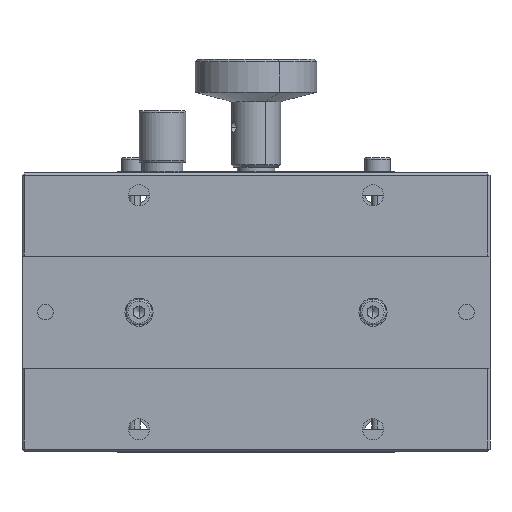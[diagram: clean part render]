
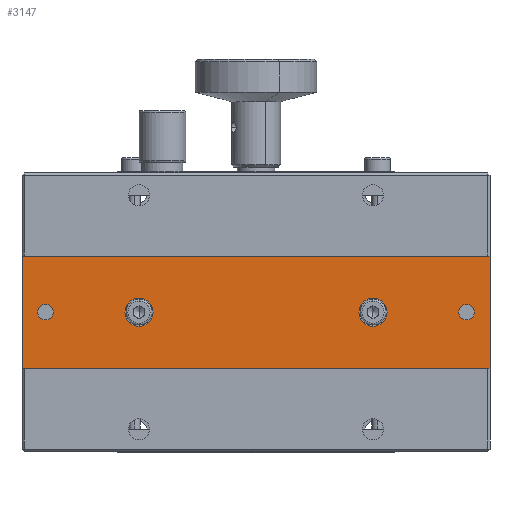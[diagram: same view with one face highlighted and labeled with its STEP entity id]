
A CAD part, front view. The second image highlights one B-rep face of the part: STEP entity #3147.
In plain terms, the highlighted planar face has unit normal (0, -1, 0).
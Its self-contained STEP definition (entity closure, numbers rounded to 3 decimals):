
#25 = DIRECTION ( 'NONE',  ( 0., 1., 0. ) ) ;
#221 = DIRECTION ( 'NONE',  ( 0., 0., -1. ) ) ;
#222 = VERTEX_POINT ( 'NONE', #9332 ) ;
#338 = ORIENTED_EDGE ( 'NONE', *, *, #7449, .T. ) ;
#346 = VERTEX_POINT ( 'NONE', #6139 ) ;
#498 = DIRECTION ( 'NONE',  ( 0., 1., 0. ) ) ;
#626 = FACE_BOUND ( 'NONE', #10330, .T. ) ;
#695 = EDGE_LOOP ( 'NONE', ( #4652, #9245, #3369, #2885 ) ) ;
#1047 = DIRECTION ( 'NONE',  ( 0., 0., -1. ) ) ;
#1068 = DIRECTION ( 'NONE',  ( 0., 1., 0. ) ) ;
#1369 = VERTEX_POINT ( 'NONE', #3677 ) ;
#1480 = VERTEX_POINT ( 'NONE', #8747 ) ;
#2236 = EDGE_CURVE ( 'NONE', #5246, #4556, #12967, .T. ) ;
#2401 = EDGE_CURVE ( 'NONE', #6799, #11220, #14955, .T. ) ;
#2526 = PLANE ( 'NONE',  #12918 ) ;
#2583 = CARTESIAN_POINT ( 'NONE',  ( -50., 0.5, 12. ) ) ;
#2620 = CARTESIAN_POINT ( 'NONE',  ( 50., 0.5, 12. ) ) ;
#2622 = CARTESIAN_POINT ( 'NONE',  ( -50., 0.5, -12. ) ) ;
#2632 = VERTEX_POINT ( 'NONE', #12830 ) ;
#2667 = DIRECTION ( 'NONE',  ( 0., -1., 0. ) ) ;
#2671 = EDGE_CURVE ( 'NONE', #11220, #6799, #12593, .T. ) ;
#2859 = CARTESIAN_POINT ( 'NONE',  ( 45., 0.5, 0. ) ) ;
#2885 = ORIENTED_EDGE ( 'NONE', *, *, #2236, .T. ) ;
#3096 = VERTEX_POINT ( 'NONE', #2622 ) ;
#3147 = ADVANCED_FACE ( 'NONE', ( #4262, #12581, #7319, #626, #10029 ), #2526, .T. ) ;
#3369 = ORIENTED_EDGE ( 'NONE', *, *, #13653, .T. ) ;
#3493 = EDGE_LOOP ( 'NONE', ( #11594, #14854 ) ) ;
#3677 = CARTESIAN_POINT ( 'NONE',  ( 45., 0.5, -1.65 ) ) ;
#3898 = DIRECTION ( 'NONE',  ( 0., 0., -1. ) ) ;
#4166 = AXIS2_PLACEMENT_3D ( 'NONE', #9359, #25, #221 ) ;
#4262 = FACE_OUTER_BOUND ( 'NONE', #695, .T. ) ;
#4318 = EDGE_LOOP ( 'NONE', ( #338, #9291 ) ) ;
#4556 = VERTEX_POINT ( 'NONE', #11740 ) ;
#4652 = ORIENTED_EDGE ( 'NONE', *, *, #12748, .T. ) ;
#4681 = VERTEX_POINT ( 'NONE', #12865 ) ;
#4844 = CARTESIAN_POINT ( 'NONE',  ( -45., 0.5, 0. ) ) ;
#5051 = AXIS2_PLACEMENT_3D ( 'NONE', #14958, #1068, #7932 ) ;
#5108 = DIRECTION ( 'NONE',  ( -1., 0., 0. ) ) ;
#5118 = DIRECTION ( 'NONE',  ( 0., 1., 0. ) ) ;
#5122 = ORIENTED_EDGE ( 'NONE', *, *, #12032, .T. ) ;
#5246 = VERTEX_POINT ( 'NONE', #2620 ) ;
#5365 = EDGE_CURVE ( 'NONE', #2632, #1369, #7824, .T. ) ;
#5445 = CIRCLE ( 'NONE', #10555, 3. ) ;
#5470 = AXIS2_PLACEMENT_3D ( 'NONE', #10348, #5784, #12631 ) ;
#5715 = VECTOR ( 'NONE', #5108, 1000. ) ;
#5776 = DIRECTION ( 'NONE',  ( 0., 1., 0. ) ) ;
#5784 = DIRECTION ( 'NONE',  ( 0., 1., 0. ) ) ;
#5974 = ORIENTED_EDGE ( 'NONE', *, *, #9836, .T. ) ;
#6067 = LINE ( 'NONE', #10246, #10238 ) ;
#6069 = AXIS2_PLACEMENT_3D ( 'NONE', #2859, #498, #13390 ) ;
#6139 = CARTESIAN_POINT ( 'NONE',  ( 25., 0.5, 3. ) ) ;
#6195 = DIRECTION ( 'NONE',  ( 0., 0., -1. ) ) ;
#6561 = DIRECTION ( 'NONE',  ( 0., 1., 0. ) ) ;
#6664 = DIRECTION ( 'NONE',  ( 0., 0., 1. ) ) ;
#6799 = VERTEX_POINT ( 'NONE', #9812 ) ;
#6868 = VERTEX_POINT ( 'NONE', #7841 ) ;
#6967 = VECTOR ( 'NONE', #11661, 1000. ) ;
#7319 = FACE_BOUND ( 'NONE', #12730, .T. ) ;
#7449 = EDGE_CURVE ( 'NONE', #1480, #346, #11733, .T. ) ;
#7718 = DIRECTION ( 'NONE',  ( 0., 0., -1. ) ) ;
#7759 = LINE ( 'NONE', #9696, #13551 ) ;
#7824 = CIRCLE ( 'NONE', #6069, 1.65 ) ;
#7841 = CARTESIAN_POINT ( 'NONE',  ( 50., 0.5, -12. ) ) ;
#7932 = DIRECTION ( 'NONE',  ( 0., 0., -1. ) ) ;
#8747 = CARTESIAN_POINT ( 'NONE',  ( 25., 0.5, -3. ) ) ;
#9245 = ORIENTED_EDGE ( 'NONE', *, *, #9512, .T. ) ;
#9291 = ORIENTED_EDGE ( 'NONE', *, *, #14224, .T. ) ;
#9332 = CARTESIAN_POINT ( 'NONE',  ( -25., 0.5, -3. ) ) ;
#9359 = CARTESIAN_POINT ( 'NONE',  ( 25., 0.5, 0. ) ) ;
#9512 = EDGE_CURVE ( 'NONE', #3096, #6868, #12587, .T. ) ;
#9696 = CARTESIAN_POINT ( 'NONE',  ( -50., 0.5, 12. ) ) ;
#9812 = CARTESIAN_POINT ( 'NONE',  ( -45., 0.5, 1.65 ) ) ;
#9836 = EDGE_CURVE ( 'NONE', #1369, #2632, #10670, .T. ) ;
#10029 = FACE_BOUND ( 'NONE', #3493, .T. ) ;
#10238 = VECTOR ( 'NONE', #6664, 1000. ) ;
#10246 = CARTESIAN_POINT ( 'NONE',  ( 50., 0.5, 12. ) ) ;
#10265 = CARTESIAN_POINT ( 'NONE',  ( -50., 0.5, -12. ) ) ;
#10330 = EDGE_LOOP ( 'NONE', ( #11413, #5974 ) ) ;
#10348 = CARTESIAN_POINT ( 'NONE',  ( -25., 0.5, 0. ) ) ;
#10384 = CARTESIAN_POINT ( 'NONE',  ( 25., 0.5, 0. ) ) ;
#10555 = AXIS2_PLACEMENT_3D ( 'NONE', #14415, #5118, #14370 ) ;
#10670 = CIRCLE ( 'NONE', #12178, 1.65 ) ;
#10900 = DIRECTION ( 'NONE',  ( 0., 0., -1. ) ) ;
#11012 = CARTESIAN_POINT ( 'NONE',  ( -45., 0.5, -1.65 ) ) ;
#11200 = CIRCLE ( 'NONE', #5470, 3. ) ;
#11220 = VERTEX_POINT ( 'NONE', #11012 ) ;
#11246 = EDGE_CURVE ( 'NONE', #222, #4681, #5445, .T. ) ;
#11413 = ORIENTED_EDGE ( 'NONE', *, *, #5365, .T. ) ;
#11594 = ORIENTED_EDGE ( 'NONE', *, *, #2401, .T. ) ;
#11660 = CIRCLE ( 'NONE', #4166, 3. ) ;
#11661 = DIRECTION ( 'NONE',  ( 1., 0., 0. ) ) ;
#11733 = CIRCLE ( 'NONE', #14871, 3. ) ;
#11740 = CARTESIAN_POINT ( 'NONE',  ( -50., 0.5, 12. ) ) ;
#12032 = EDGE_CURVE ( 'NONE', #4681, #222, #11200, .T. ) ;
#12178 = AXIS2_PLACEMENT_3D ( 'NONE', #13640, #6561, #7718 ) ;
#12581 = FACE_BOUND ( 'NONE', #4318, .T. ) ;
#12587 = LINE ( 'NONE', #10265, #6967 ) ;
#12593 = CIRCLE ( 'NONE', #14358, 1.65 ) ;
#12631 = DIRECTION ( 'NONE',  ( 0., 0., -1. ) ) ;
#12730 = EDGE_LOOP ( 'NONE', ( #14992, #5122 ) ) ;
#12748 = EDGE_CURVE ( 'NONE', #4556, #3096, #7759, .T. ) ;
#12830 = CARTESIAN_POINT ( 'NONE',  ( 45., 0.5, 1.65 ) ) ;
#12865 = CARTESIAN_POINT ( 'NONE',  ( -25., 0.5, 3. ) ) ;
#12918 = AXIS2_PLACEMENT_3D ( 'NONE', #14211, #2667, #3898 ) ;
#12928 = DIRECTION ( 'NONE',  ( 0., 1., 0. ) ) ;
#12967 = LINE ( 'NONE', #2583, #5715 ) ;
#13390 = DIRECTION ( 'NONE',  ( 0., 0., -1. ) ) ;
#13551 = VECTOR ( 'NONE', #10900, 1000. ) ;
#13640 = CARTESIAN_POINT ( 'NONE',  ( 45., 0.5, 0. ) ) ;
#13653 = EDGE_CURVE ( 'NONE', #6868, #5246, #6067, .T. ) ;
#14211 = CARTESIAN_POINT ( 'NONE',  ( 0., 0.5, 0. ) ) ;
#14224 = EDGE_CURVE ( 'NONE', #346, #1480, #11660, .T. ) ;
#14358 = AXIS2_PLACEMENT_3D ( 'NONE', #4844, #12928, #6195 ) ;
#14370 = DIRECTION ( 'NONE',  ( 0., 0., -1. ) ) ;
#14415 = CARTESIAN_POINT ( 'NONE',  ( -25., 0.5, 0. ) ) ;
#14854 = ORIENTED_EDGE ( 'NONE', *, *, #2671, .T. ) ;
#14871 = AXIS2_PLACEMENT_3D ( 'NONE', #10384, #5776, #1047 ) ;
#14955 = CIRCLE ( 'NONE', #5051, 1.65 ) ;
#14958 = CARTESIAN_POINT ( 'NONE',  ( -45., 0.5, 0. ) ) ;
#14992 = ORIENTED_EDGE ( 'NONE', *, *, #11246, .T. ) ;
